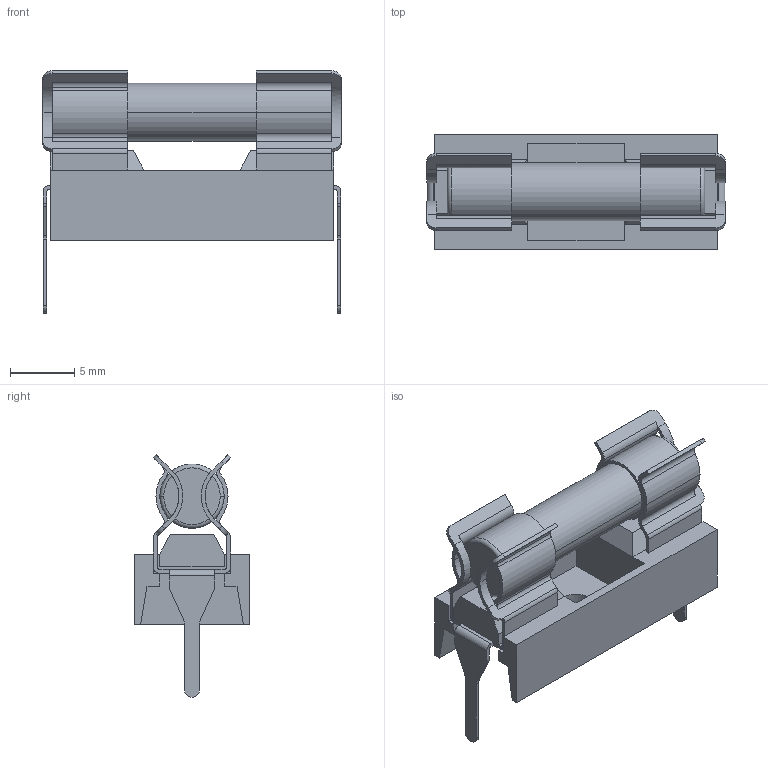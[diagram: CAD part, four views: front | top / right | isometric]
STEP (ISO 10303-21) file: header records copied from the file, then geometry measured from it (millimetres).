
FILE_DESCRIPTION(('FreeCAD Model'),'2;1');
FILE_NAME('x3d_Fuse_Holder.step', '2018-03-16T20:02:04',('kicad StepUp'),('ksu MCAD'), 'Open CASCADE STEP processor 6.8','FreeCAD','Unknown');
FILE_SCHEMA(('AUTOMOTIVE_DESIGN { 1 0 10303 214 1 1 1 1 }'));
Length unit declared in the file: millimetre
Products named in the file (1): x3d_Fuse_Holder
Bounding box: 23.16 x 9 x 18.85 mm (x, y, z)
Volume: 715.9 mm3; surface area: 2312.4 mm2
Topology: 1 solids, 2 shells, 248 faces, 696 edges, 442 vertices
Faces by surface type: plane 142, cylinder 102, torus 4
Entity records: 29020 total; most frequent: CARTESIAN_POINT 14251, DIRECTION 2248, ORIENTED_EDGE 1400, PCURVE 1392, DEFINITIONAL_REPRESENTATION 1392, LINE 1188, VECTOR 1188, EDGE_CURVE 696
